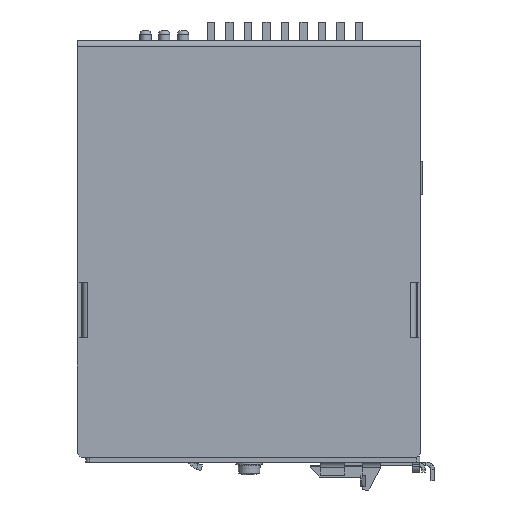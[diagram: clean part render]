
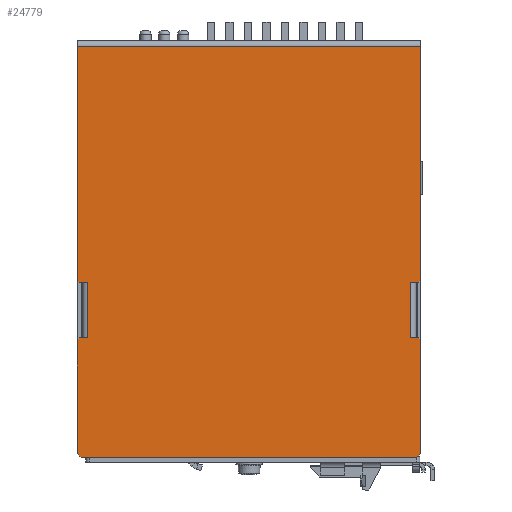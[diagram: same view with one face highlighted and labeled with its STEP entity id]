
A CAD part, front view. The second image highlights one B-rep face of the part: STEP entity #24779.
In plain terms, the highlighted planar face has unit normal (0, -1, 0).
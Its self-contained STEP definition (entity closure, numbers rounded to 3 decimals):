
#1058=PLANE('',#26470);
#2025=FACE_OUTER_BOUND('',#3510,.T.);
#3510=EDGE_LOOP('',(#18546,#18547,#18548,#18549,#18550,#18551,#18552,#18553,
#18554,#18555,#18556,#18557,#18558,#18559,#18560,#18561,#18562,#18563));
#5577=LINE('',#36665,#8265);
#5581=LINE('',#36673,#8269);
#5583=LINE('',#36679,#8271);
#5584=LINE('',#36681,#8272);
#5585=LINE('',#36683,#8273);
#5586=LINE('',#36685,#8274);
#5587=LINE('',#36687,#8275);
#5588=LINE('',#36689,#8276);
#5589=LINE('',#36691,#8277);
#5590=LINE('',#36693,#8278);
#5591=LINE('',#36695,#8279);
#5592=LINE('',#36697,#8280);
#5593=LINE('',#36699,#8281);
#5594=LINE('',#36701,#8282);
#5595=LINE('',#36703,#8283);
#5596=LINE('',#36705,#8284);
#5597=LINE('',#36707,#8285);
#5598=LINE('',#36708,#8286);
#8265=VECTOR('',#29925,0.707);
#8269=VECTOR('',#29931,2.2);
#8271=VECTOR('',#29937,63.2);
#8272=VECTOR('',#29938,92.5);
#8273=VECTOR('',#29939,63.2);
#8274=VECTOR('',#29940,0.707);
#8275=VECTOR('',#29941,2.2);
#8276=VECTOR('',#29942,15.);
#8277=VECTOR('',#29943,2.2);
#8278=VECTOR('',#29944,0.707);
#8279=VECTOR('',#29945,30.7);
#8280=VECTOR('',#29946,1.414);
#8281=VECTOR('',#29947,90.5);
#8282=VECTOR('',#29948,1.414);
#8283=VECTOR('',#29949,30.7);
#8284=VECTOR('',#29950,0.707);
#8285=VECTOR('',#29951,2.2);
#8286=VECTOR('',#29952,15.);
#11228=VERTEX_POINT('',#36663);
#11229=VERTEX_POINT('',#36664);
#11232=VERTEX_POINT('',#36672);
#11234=VERTEX_POINT('',#36678);
#11235=VERTEX_POINT('',#36680);
#11236=VERTEX_POINT('',#36682);
#11237=VERTEX_POINT('',#36684);
#11238=VERTEX_POINT('',#36686);
#11239=VERTEX_POINT('',#36688);
#11240=VERTEX_POINT('',#36690);
#11241=VERTEX_POINT('',#36692);
#11242=VERTEX_POINT('',#36694);
#11243=VERTEX_POINT('',#36696);
#11244=VERTEX_POINT('',#36698);
#11245=VERTEX_POINT('',#36700);
#11246=VERTEX_POINT('',#36702);
#11247=VERTEX_POINT('',#36704);
#11248=VERTEX_POINT('',#36706);
#13877=EDGE_CURVE('',#11228,#11229,#5577,.T.);
#13881=EDGE_CURVE('',#11232,#11229,#5581,.T.);
#13884=EDGE_CURVE('',#11228,#11234,#5583,.T.);
#13885=EDGE_CURVE('',#11234,#11235,#5584,.T.);
#13886=EDGE_CURVE('',#11235,#11236,#5585,.T.);
#13887=EDGE_CURVE('',#11237,#11236,#5586,.T.);
#13888=EDGE_CURVE('',#11237,#11238,#5587,.T.);
#13889=EDGE_CURVE('',#11238,#11239,#5588,.T.);
#13890=EDGE_CURVE('',#11239,#11240,#5589,.T.);
#13891=EDGE_CURVE('',#11241,#11240,#5590,.T.);
#13892=EDGE_CURVE('',#11241,#11242,#5591,.T.);
#13893=EDGE_CURVE('',#11243,#11242,#5592,.T.);
#13894=EDGE_CURVE('',#11243,#11244,#5593,.T.);
#13895=EDGE_CURVE('',#11245,#11244,#5594,.T.);
#13896=EDGE_CURVE('',#11245,#11246,#5595,.T.);
#13897=EDGE_CURVE('',#11247,#11246,#5596,.T.);
#13898=EDGE_CURVE('',#11247,#11248,#5597,.T.);
#13899=EDGE_CURVE('',#11248,#11232,#5598,.T.);
#18546=ORIENTED_EDGE('',*,*,#13877,.F.);
#18547=ORIENTED_EDGE('',*,*,#13884,.T.);
#18548=ORIENTED_EDGE('',*,*,#13885,.T.);
#18549=ORIENTED_EDGE('',*,*,#13886,.T.);
#18550=ORIENTED_EDGE('',*,*,#13887,.F.);
#18551=ORIENTED_EDGE('',*,*,#13888,.T.);
#18552=ORIENTED_EDGE('',*,*,#13889,.T.);
#18553=ORIENTED_EDGE('',*,*,#13890,.T.);
#18554=ORIENTED_EDGE('',*,*,#13891,.F.);
#18555=ORIENTED_EDGE('',*,*,#13892,.T.);
#18556=ORIENTED_EDGE('',*,*,#13893,.F.);
#18557=ORIENTED_EDGE('',*,*,#13894,.T.);
#18558=ORIENTED_EDGE('',*,*,#13895,.F.);
#18559=ORIENTED_EDGE('',*,*,#13896,.T.);
#18560=ORIENTED_EDGE('',*,*,#13897,.F.);
#18561=ORIENTED_EDGE('',*,*,#13898,.T.);
#18562=ORIENTED_EDGE('',*,*,#13899,.T.);
#18563=ORIENTED_EDGE('',*,*,#13881,.T.);
#24779=ADVANCED_FACE('',(#2025),#1058,.F.);
#26470=AXIS2_PLACEMENT_3D('',#36677,#29935,#29936);
#29925=DIRECTION('',(-0.707,0.,-0.707));
#29931=DIRECTION('',(1.,0.,0.));
#29935=DIRECTION('center_axis',(0.,1.,0.));
#29936=DIRECTION('ref_axis',(0.,0.,
-1.));
#29937=DIRECTION('',(0.,0.,1.));
#29938=DIRECTION('',(-1.,0.,0.));
#29939=DIRECTION('',(0.,0.,-1.));
#29940=DIRECTION('',(-0.707,0.,0.707));
#29941=DIRECTION('',(1.,0.,0.));
#29942=DIRECTION('',(0.,0.,-1.));
#29943=DIRECTION('',(-1.,0.,0.));
#29944=DIRECTION('',(0.707,0.,0.707));
#29945=DIRECTION('',(0.,0.,-1.));
#29946=DIRECTION('',(-0.707,0.,0.707));
#29947=DIRECTION('',(1.,0.,0.));
#29948=DIRECTION('',(-0.707,0.,-0.707));
#29949=DIRECTION('',(0.,0.,1.));
#29950=DIRECTION('',(0.707,0.,-0.707));
#29951=DIRECTION('',(-1.,0.,0.));
#29952=DIRECTION('',(0.,0.,1.));
#36663=CARTESIAN_POINT('',(92.4,-1.,47.5));
#36664=CARTESIAN_POINT('',(91.9,-1.,47.));
#36665=CARTESIAN_POINT('',(82.79,-1.,37.89));
#36672=CARTESIAN_POINT('',(89.7,-1.,47.));
#36673=CARTESIAN_POINT('',(68.3,-1.,47.));
#36677=CARTESIAN_POINT('Origin',(46.15,-1.,55.809));
#36678=CARTESIAN_POINT('',(92.4,-1.,110.7));
#36679=CARTESIAN_POINT('',(92.4,-1.,47.));
#36680=CARTESIAN_POINT('',(-0.1,-1.,110.7));
#36681=CARTESIAN_POINT('',(46.15,-1.,110.7));
#36682=CARTESIAN_POINT('',(-0.1,-1.,47.5));
#36683=CARTESIAN_POINT('',(-0.1,-1.,112.2));
#36684=CARTESIAN_POINT('',(0.4,-1.,47.));
#36685=CARTESIAN_POINT('',(9.51,-1.,37.89));
#36686=CARTESIAN_POINT('',(2.6,-1.,47.));
#36687=CARTESIAN_POINT('',(24.,-1.,47.));
#36688=CARTESIAN_POINT('',(2.6,-1.,32.));
#36689=CARTESIAN_POINT('',(2.6,-1.,47.654));
#36690=CARTESIAN_POINT('',(0.4,-1.,32.));
#36691=CARTESIAN_POINT('',(24.,-1.,32.));
#36692=CARTESIAN_POINT('',(-0.1,-1.,31.5));
#36693=CARTESIAN_POINT('',(17.665,-1.,49.265));
#36694=CARTESIAN_POINT('',(-0.1,-1.,0.8));
#36695=CARTESIAN_POINT('',(-0.1,-1.,32.));
#36696=CARTESIAN_POINT('',(0.9,-1.,-0.2));
#36697=CARTESIAN_POINT('',(-2.04,-1.,2.74));
#36698=CARTESIAN_POINT('',(91.4,-1.,-0.2));
#36699=CARTESIAN_POINT('',(-0.1,-1.,-0.2));
#36700=CARTESIAN_POINT('',(92.4,-1.,0.8));
#36701=CARTESIAN_POINT('',(94.34,-1.,2.74));
#36702=CARTESIAN_POINT('',(92.4,-1.,31.5));
#36703=CARTESIAN_POINT('',(92.4,-1.,-0.2));
#36704=CARTESIAN_POINT('',(91.9,-1.,32.));
#36705=CARTESIAN_POINT('',(74.635,-1.,49.265));
#36706=CARTESIAN_POINT('',(89.7,-1.,32.));
#36707=CARTESIAN_POINT('',(92.4,-1.,32.));
#36708=CARTESIAN_POINT('',(89.7,-1.,47.654));
